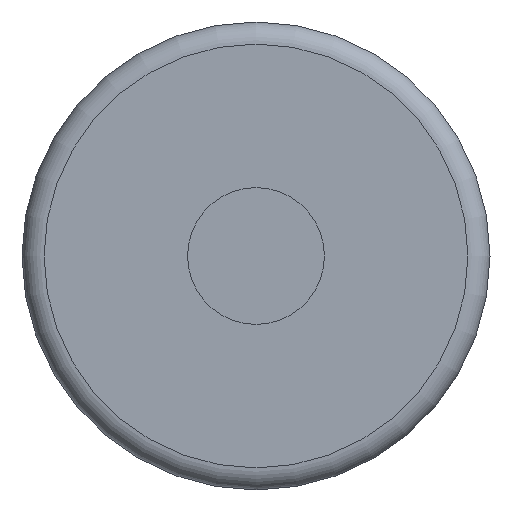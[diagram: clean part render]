
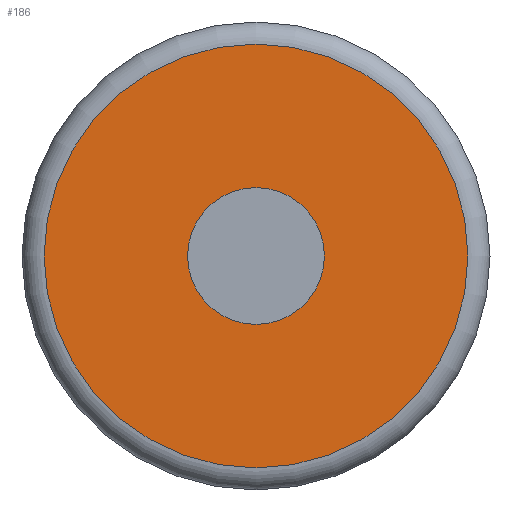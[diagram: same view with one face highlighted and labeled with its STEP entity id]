
A CAD part, left-side view. The second image highlights one B-rep face of the part: STEP entity #186.
In plain terms, the highlighted planar face has unit normal (-1, 0, 0).
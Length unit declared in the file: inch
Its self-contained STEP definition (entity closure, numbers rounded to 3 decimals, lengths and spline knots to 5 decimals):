
#27=PLANE('',#233);
#57=FACE_OUTER_BOUND('',#74,.T.);
#74=EDGE_LOOP('',(#161));
#89=CIRCLE('',#227,0.048);
#104=VERTEX_POINT('',#342);
#121=EDGE_CURVE('',#104,#104,#89,.T.);
#161=ORIENTED_EDGE('',*,*,#121,.T.);
#186=ADVANCED_FACE('',(#57),#27,.T.);
#227=AXIS2_PLACEMENT_3D('',#343,#279,#280);
#233=AXIS2_PLACEMENT_3D('',#353,#292,#293);
#279=DIRECTION('center_axis',(-1.,0.,0.));
#280=DIRECTION('ref_axis',(0.,0.,1.));
#292=DIRECTION('center_axis',(-1.,0.,0.));
#293=DIRECTION('ref_axis',(0.,0.,1.));
#342=CARTESIAN_POINT('',(-0.0915,0.053,-0.048));
#343=CARTESIAN_POINT('Origin',(-0.0915,0.053,0.));
#353=CARTESIAN_POINT('Origin',(-0.0915,0.053,0.));
